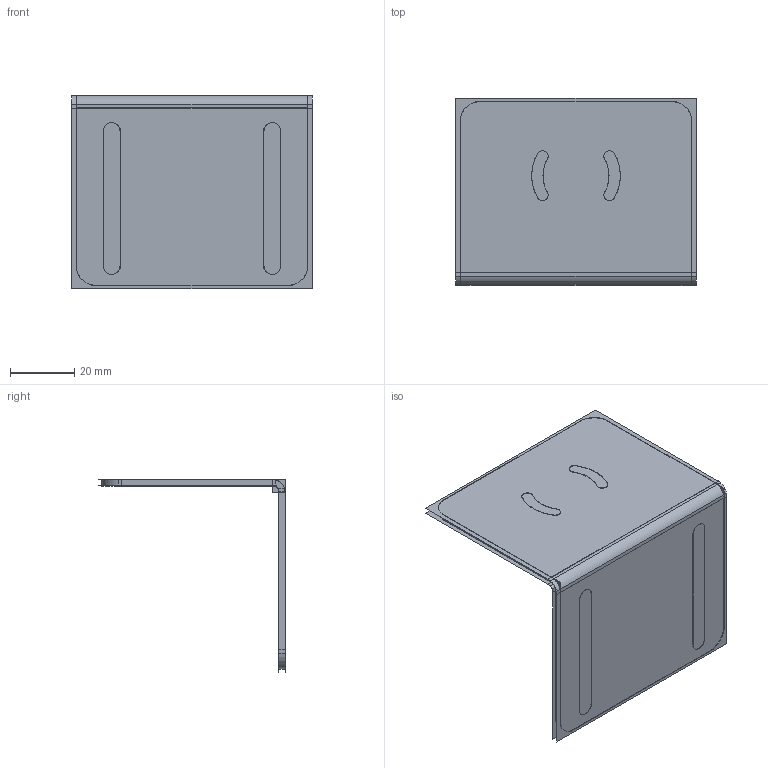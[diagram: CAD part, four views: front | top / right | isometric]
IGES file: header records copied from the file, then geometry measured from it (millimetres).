
Start section:  PTC IGES file: 190070.igs
Global section: file name: 190070.igs; native system: Creo Parametric by Parametric Technology Corporation; preprocessor: 2013230; author: pdmadmin; organization: Unknown; date: 20160108.074551; units: millimetre
Bounding box: 74.88 x 58.2 x 60.23 mm (x, y, z)
Volume: 14267.8 mm3; surface area: 67690.6 mm2
Topology: 1 solids, 1 shells, 68 faces, 348 edges, 440 vertices
Faces by surface type: revolution 36, bspline 32
